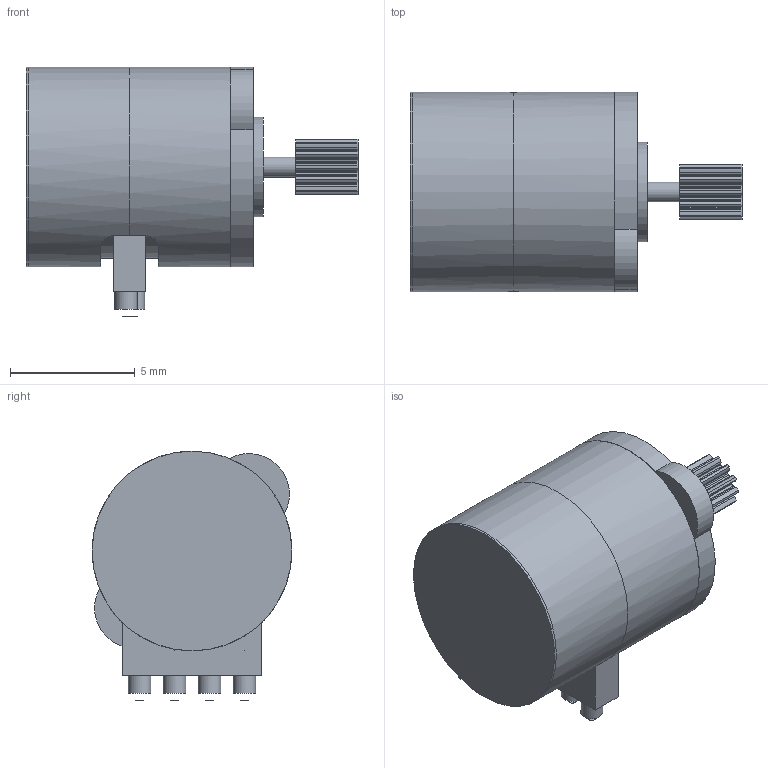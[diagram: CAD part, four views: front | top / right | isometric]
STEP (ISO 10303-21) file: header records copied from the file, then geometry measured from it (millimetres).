
FILE_DESCRIPTION(('FreeCAD Model'),'2;1');
FILE_NAME('Open CASCADE Shape Model','2024-12-04T11:34:31',(''),(''), 'Open CASCADE STEP processor 7.8','FreeCAD','Unknown');
FILE_SCHEMA(('AUTOMOTIVE_DESIGN { 1 0 10303 214 1 1 1 1 }'));
Length unit declared in the file: millimetre
Products named in the file (16): Assembly; Part; Shaft; GearHead; Bushing; MountingPlate; CanBodyFront; CanBodyRear; EndCap; Magnet; ConnectorBody; Pins; CoilRear; CoilFront; PolePlateRear; PolePlateFront
Assembly tree (15 placements, depth 3):
  Assembly
    Part
      Shaft
      GearHead
      Bushing
      MountingPlate
      CanBodyFront
      CanBodyRear
      EndCap
      Magnet
      ConnectorBody
      Pins
      CoilRear
      CoilFront
      PolePlateRear
      PolePlateFront
Bounding box: 13.3 x 8 x 10 mm (x, y, z)
Volume: 364.5 mm3; surface area: 1726.9 mm2
Topology: 17 solids, 17 shells, 321 faces, 852 edges, 560 vertices
Faces by surface type: plane 144, cylinder 117, extrusion 48, torus 8, revolution 4
Full cylindrical faces by diameter (mm): 0.8 x3, 0.9 x9, 1.2 x3, 2 x1, 2.02 x1, 2.8 x1, 3 x4, 3.7 x2, 4 x1, 7.3 x2, 7.59 x2, 7.79 x2, 7.8 x2, 8 x3
Entity records: 11118 total; most frequent: CARTESIAN_POINT 2509, DIRECTION 1760, ORIENTED_EDGE 1688, EDGE_CURVE 844, AXIS2_PLACEMENT_3D 687, VERTEX_POINT 560, VECTOR 382, FACE_BOUND 358
